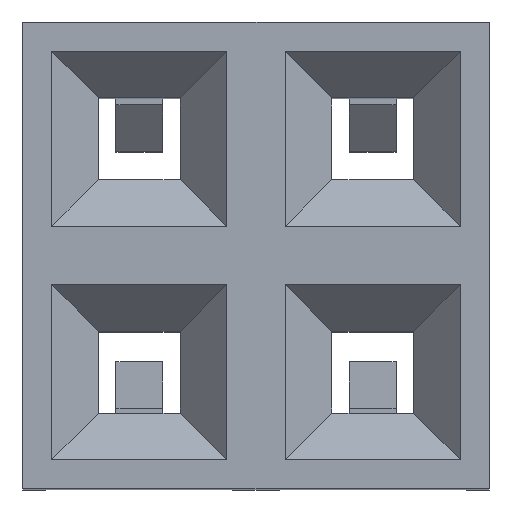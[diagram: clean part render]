
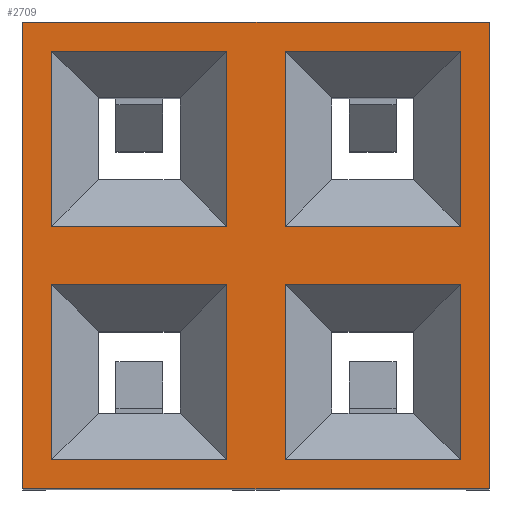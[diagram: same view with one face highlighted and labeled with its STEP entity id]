
A CAD part, top view. The second image highlights one B-rep face of the part: STEP entity #2709.
In plain terms, the highlighted planar face has unit normal (0, 0, 1).
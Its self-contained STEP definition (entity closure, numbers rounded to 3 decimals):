
#1747=CARTESIAN_POINT('',(-0.317,-0.318,7.366));
#1748=VERTEX_POINT('',#1747);
#1755=CARTESIAN_POINT('',(-2.222,-0.318,7.366));
#1756=VERTEX_POINT('',#1755);
#1757=CARTESIAN_POINT('',(-2.222,-0.318,7.366));
#1758=DIRECTION('',(1.0,0.0,0.0));
#1759=VECTOR('',#1758,1.905);
#1760=LINE('',#1757,#1759);
#1761=EDGE_CURVE('',#1756,#1748,#1760,.T.);
#1778=CARTESIAN_POINT('',(-2.222,-2.223,7.366));
#1779=VERTEX_POINT('',#1778);
#1788=CARTESIAN_POINT('',(-2.222,-2.223,7.366));
#1789=DIRECTION('',(0.0,1.0,0.0));
#1790=VECTOR('',#1789,1.905);
#1791=LINE('',#1788,#1790);
#1792=EDGE_CURVE('',#1779,#1756,#1791,.T.);
#1803=CARTESIAN_POINT('',(-0.317,-2.223,7.366));
#1804=VERTEX_POINT('',#1803);
#1805=CARTESIAN_POINT('',(-0.317,-2.223,7.366));
#1806=DIRECTION('',(-1.0,0.0,0.0));
#1807=VECTOR('',#1806,1.905);
#1808=LINE('',#1805,#1807);
#1809=EDGE_CURVE('',#1804,#1779,#1808,.T.);
#1827=CARTESIAN_POINT('',(-0.317,-0.318,7.366));
#1828=DIRECTION('',(0.0,-1.0,0.0));
#1829=VECTOR('',#1828,1.905);
#1830=LINE('',#1827,#1829);
#1831=EDGE_CURVE('',#1748,#1804,#1830,.T.);
#1843=CARTESIAN_POINT('',(2.223,-0.318,7.366));
#1844=VERTEX_POINT('',#1843);
#1851=CARTESIAN_POINT('',(0.318,-0.318,7.366));
#1852=VERTEX_POINT('',#1851);
#1853=CARTESIAN_POINT('',(0.318,-0.318,7.366));
#1854=DIRECTION('',(1.0,0.0,0.0));
#1855=VECTOR('',#1854,1.905);
#1856=LINE('',#1853,#1855);
#1857=EDGE_CURVE('',#1852,#1844,#1856,.T.);
#1874=CARTESIAN_POINT('',(0.318,-2.223,7.366));
#1875=VERTEX_POINT('',#1874);
#1884=CARTESIAN_POINT('',(0.318,-2.223,7.366));
#1885=DIRECTION('',(0.0,1.0,0.0));
#1886=VECTOR('',#1885,1.905);
#1887=LINE('',#1884,#1886);
#1888=EDGE_CURVE('',#1875,#1852,#1887,.T.);
#1899=CARTESIAN_POINT('',(2.223,-2.223,7.366));
#1900=VERTEX_POINT('',#1899);
#1901=CARTESIAN_POINT('',(2.223,-2.223,7.366));
#1902=DIRECTION('',(-1.0,0.0,0.0));
#1903=VECTOR('',#1902,1.905);
#1904=LINE('',#1901,#1903);
#1905=EDGE_CURVE('',#1900,#1875,#1904,.T.);
#1923=CARTESIAN_POINT('',(2.223,-0.318,7.366));
#1924=DIRECTION('',(0.0,-1.0,0.0));
#1925=VECTOR('',#1924,1.905);
#1926=LINE('',#1923,#1925);
#1927=EDGE_CURVE('',#1844,#1900,#1926,.T.);
#1939=CARTESIAN_POINT('',(-0.317,2.222,7.366));
#1940=VERTEX_POINT('',#1939);
#1947=CARTESIAN_POINT('',(-2.223,2.222,7.366));
#1948=VERTEX_POINT('',#1947);
#1949=CARTESIAN_POINT('',(-2.223,2.222,7.366));
#1950=DIRECTION('',(1.0,0.0,0.0));
#1951=VECTOR('',#1950,1.905);
#1952=LINE('',#1949,#1951);
#1953=EDGE_CURVE('',#1948,#1940,#1952,.T.);
#1970=CARTESIAN_POINT('',(-2.222,0.317,7.366));
#1971=VERTEX_POINT('',#1970);
#1980=CARTESIAN_POINT('',(-2.222,0.317,7.366));
#1981=DIRECTION('',(0.0,1.0,0.0));
#1982=VECTOR('',#1981,1.905);
#1983=LINE('',#1980,#1982);
#1984=EDGE_CURVE('',#1971,#1948,#1983,.T.);
#1995=CARTESIAN_POINT('',(-0.317,0.317,7.366));
#1996=VERTEX_POINT('',#1995);
#1997=CARTESIAN_POINT('',(-0.317,0.317,7.366));
#1998=DIRECTION('',(-1.0,0.0,0.0));
#1999=VECTOR('',#1998,1.905);
#2000=LINE('',#1997,#1999);
#2001=EDGE_CURVE('',#1996,#1971,#2000,.T.);
#2019=CARTESIAN_POINT('',(-0.317,2.222,7.366));
#2020=DIRECTION('',(0.0,-1.0,0.0));
#2021=VECTOR('',#2020,1.905);
#2022=LINE('',#2019,#2021);
#2023=EDGE_CURVE('',#1940,#1996,#2022,.T.);
#2035=CARTESIAN_POINT('',(2.223,2.222,7.366));
#2036=VERTEX_POINT('',#2035);
#2043=CARTESIAN_POINT('',(0.318,2.222,7.366));
#2044=VERTEX_POINT('',#2043);
#2045=CARTESIAN_POINT('',(0.318,2.222,7.366));
#2046=DIRECTION('',(1.0,0.0,0.0));
#2047=VECTOR('',#2046,1.905);
#2048=LINE('',#2045,#2047);
#2049=EDGE_CURVE('',#2044,#2036,#2048,.T.);
#2066=CARTESIAN_POINT('',(0.318,0.317,7.366));
#2067=VERTEX_POINT('',#2066);
#2076=CARTESIAN_POINT('',(0.318,0.317,7.366));
#2077=DIRECTION('',(0.0,1.0,0.0));
#2078=VECTOR('',#2077,1.905);
#2079=LINE('',#2076,#2078);
#2080=EDGE_CURVE('',#2067,#2044,#2079,.T.);
#2091=CARTESIAN_POINT('',(2.223,0.317,7.366));
#2092=VERTEX_POINT('',#2091);
#2093=CARTESIAN_POINT('',(2.223,0.317,7.366));
#2094=DIRECTION('',(-1.0,0.0,0.0));
#2095=VECTOR('',#2094,1.905);
#2096=LINE('',#2093,#2095);
#2097=EDGE_CURVE('',#2092,#2067,#2096,.T.);
#2115=CARTESIAN_POINT('',(2.223,2.222,7.366));
#2116=DIRECTION('',(0.0,-1.0,0.0));
#2117=VECTOR('',#2116,1.905);
#2118=LINE('',#2115,#2117);
#2119=EDGE_CURVE('',#2036,#2092,#2118,.T.);
#2630=CARTESIAN_POINT('',(-2.54,-2.54,7.366));
#2631=VERTEX_POINT('',#2630);
#2638=CARTESIAN_POINT('',(-2.54,2.54,7.366));
#2639=VERTEX_POINT('',#2638);
#2640=CARTESIAN_POINT('',(-2.54,2.54,7.366));
#2641=DIRECTION('',(0.0,-1.0,0.0));
#2642=VECTOR('',#2641,5.08);
#2643=LINE('',#2640,#2642);
#2644=EDGE_CURVE('',#2639,#2631,#2643,.T.);
#2655=CARTESIAN_POINT('',(-3.048,2.794,7.366));
#2656=DIRECTION('',(0.0,0.0,1.0));
#2657=DIRECTION('',(0.0,-1.0,0.0));
#2658=AXIS2_PLACEMENT_3D('',#2655,#2656,#2657);
#2659=PLANE('',#2658);
#2660=ORIENTED_EDGE('',*,*,#2644,.T.);
#2661=CARTESIAN_POINT('',(2.54,-2.54,7.366));
#2662=VERTEX_POINT('',#2661);
#2663=CARTESIAN_POINT('',(-2.54,-2.54,7.366));
#2664=DIRECTION('',(1.0,0.0,0.0));
#2665=VECTOR('',#2664,5.08);
#2666=LINE('',#2663,#2665);
#2667=EDGE_CURVE('',#2631,#2662,#2666,.T.);
#2668=ORIENTED_EDGE('',*,*,#2667,.T.);
#2669=CARTESIAN_POINT('',(2.54,2.54,7.366));
#2670=VERTEX_POINT('',#2669);
#2671=CARTESIAN_POINT('',(2.54,-2.54,7.366));
#2672=DIRECTION('',(0.0,1.0,0.0));
#2673=VECTOR('',#2672,5.08);
#2674=LINE('',#2671,#2673);
#2675=EDGE_CURVE('',#2662,#2670,#2674,.T.);
#2676=ORIENTED_EDGE('',*,*,#2675,.T.);
#2677=CARTESIAN_POINT('',(2.54,2.54,7.366));
#2678=DIRECTION('',(-1.0,0.0,0.0));
#2679=VECTOR('',#2678,5.08);
#2680=LINE('',#2677,#2679);
#2681=EDGE_CURVE('',#2670,#2639,#2680,.T.);
#2682=ORIENTED_EDGE('',*,*,#2681,.T.);
#2683=EDGE_LOOP('',(#2660,#2668,#2676,#2682));
#2684=FACE_OUTER_BOUND('',#2683,.T.);
#2685=ORIENTED_EDGE('',*,*,#2119,.T.);
#2686=ORIENTED_EDGE('',*,*,#2097,.T.);
#2687=ORIENTED_EDGE('',*,*,#2080,.T.);
#2688=ORIENTED_EDGE('',*,*,#2049,.T.);
#2689=EDGE_LOOP('',(#2685,#2686,#2687,#2688));
#2690=FACE_BOUND('',#2689,.T.);
#2691=ORIENTED_EDGE('',*,*,#2023,.T.);
#2692=ORIENTED_EDGE('',*,*,#2001,.T.);
#2693=ORIENTED_EDGE('',*,*,#1984,.T.);
#2694=ORIENTED_EDGE('',*,*,#1953,.T.);
#2695=EDGE_LOOP('',(#2691,#2692,#2693,#2694));
#2696=FACE_BOUND('',#2695,.T.);
#2697=ORIENTED_EDGE('',*,*,#1927,.T.);
#2698=ORIENTED_EDGE('',*,*,#1905,.T.);
#2699=ORIENTED_EDGE('',*,*,#1888,.T.);
#2700=ORIENTED_EDGE('',*,*,#1857,.T.);
#2701=EDGE_LOOP('',(#2697,#2698,#2699,#2700));
#2702=FACE_BOUND('',#2701,.T.);
#2703=ORIENTED_EDGE('',*,*,#1831,.T.);
#2704=ORIENTED_EDGE('',*,*,#1809,.T.);
#2705=ORIENTED_EDGE('',*,*,#1792,.T.);
#2706=ORIENTED_EDGE('',*,*,#1761,.T.);
#2707=EDGE_LOOP('',(#2703,#2704,#2705,#2706));
#2708=FACE_BOUND('',#2707,.T.);
#2709=ADVANCED_FACE('',(#2684,#2690,#2696,#2702,#2708),#2659,.T.);
